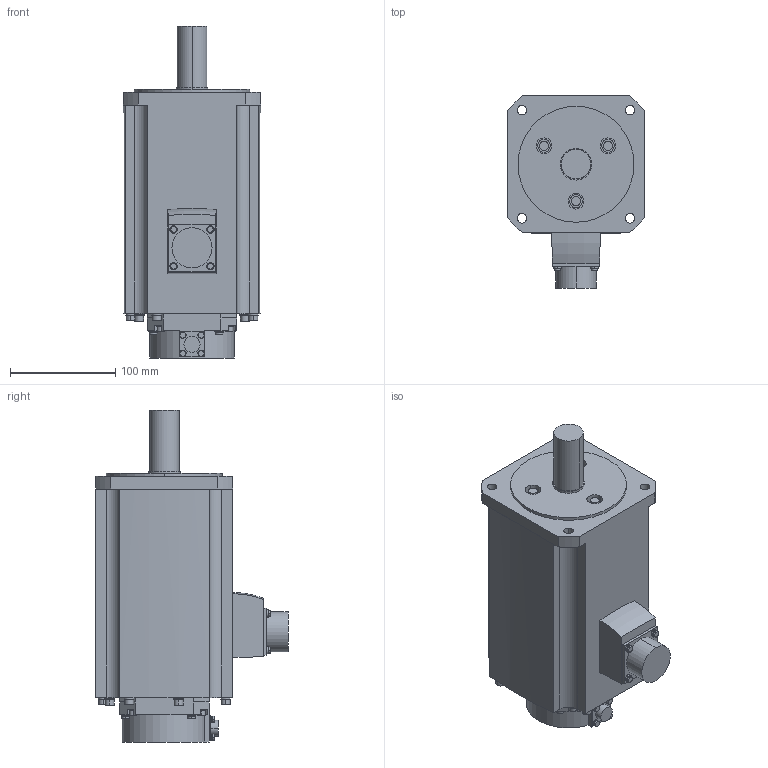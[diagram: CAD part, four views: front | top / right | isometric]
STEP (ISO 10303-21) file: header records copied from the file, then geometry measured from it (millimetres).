
FILE_DESCRIPTION((''),'2;1');
FILE_NAME('HG-RR353B_ASM','2013-01-12T',('QG77621'),(''),'PRO/ENGINEER BY PARAMETRIC TECHNOLOGY CORPORATION, 2009400','PRO/ENGINEER BY PARAMETRIC TECHNOLOGY CORPORATION, 2009400','');
FILE_SCHEMA(('CONFIG_CONTROL_DESIGN'));
Length unit declared in the file: millimetre
Products named in the file (1): HG-RR353B_ASM
Bounding box: 130 x 182.38 x 315 mm (x, y, z)
Volume: 3561912.2 mm3; surface area: 168835.7 mm2
Topology: 1 solids, 1 shells, 320 faces, 740 edges, 494 vertices
Faces by surface type: cylinder 173, plane 140, torus 7
Entity records: 9328 total; most frequent: DIRECTION 1742, CARTESIAN_POINT 1588, ORIENTED_EDGE 1480, EDGE_CURVE 740, AXIS2_PLACEMENT_3D 684, VERTEX_POINT 494, EDGE_LOOP 400, VECTOR 374
